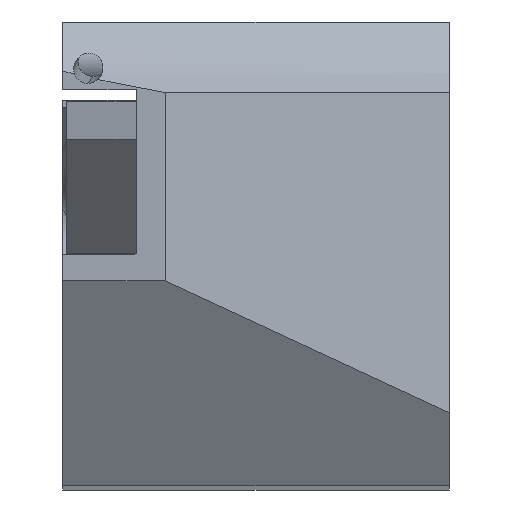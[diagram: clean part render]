
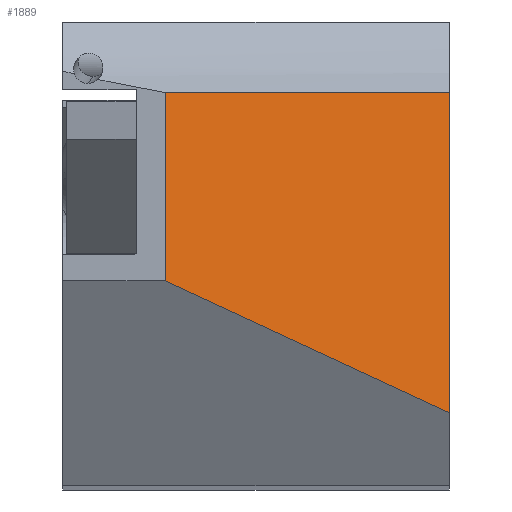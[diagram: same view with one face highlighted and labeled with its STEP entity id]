
A CAD part, top view. The second image highlights one B-rep face of the part: STEP entity #1889.
In plain terms, the highlighted planar face has unit normal (0.259, 0, 0.966).
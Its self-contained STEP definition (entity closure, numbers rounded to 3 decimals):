
#56 = VERTEX_POINT ( 'NONE', #826 ) ;
#98 = AXIS2_PLACEMENT_3D ( 'NONE', #3928, #3903, #3886 ) ;
#674 = LINE ( 'NONE', #1489, #3743 ) ;
#826 = CARTESIAN_POINT ( 'NONE',  ( -14.7, 10.6, 0. ) ) ;
#997 = DIRECTION ( 'NONE',  ( 0., -1., 0. ) ) ;
#1158 = EDGE_CURVE ( 'NONE', #4039, #56, #1730, .T. ) ;
#1326 = CARTESIAN_POINT ( 'NONE',  ( -14.7, 20.334, 0. ) ) ;
#1439 = VECTOR ( 'NONE', #997, 1000. ) ;
#1448 = CARTESIAN_POINT ( 'NONE',  ( -14.7, 180.2, 0. ) ) ;
#1489 = CARTESIAN_POINT ( 'NONE',  ( -14.7, 10.6, 0. ) ) ;
#1491 = DIRECTION ( 'NONE',  ( 0., -1., 0. ) ) ;
#1639 = VECTOR ( 'NONE', #1491, 1000. ) ;
#1728 = VERTEX_POINT ( 'NONE', #3694 ) ;
#1730 = LINE ( 'NONE', #1448, #1639 ) ;
#1777 = ORIENTED_EDGE ( 'NONE', *, *, #2930, .F. ) ;
#1829 = CARTESIAN_POINT ( 'NONE',  ( 0., 20.334, -3.939 ) ) ;
#1889 = ADVANCED_FACE ( 'NONE', ( #3766 ), #3920, .T. ) ;
#2168 = EDGE_CURVE ( 'NONE', #56, #1728, #674, .T. ) ;
#2535 = VERTEX_POINT ( 'NONE', #1829 ) ;
#2801 = CARTESIAN_POINT ( 'NONE',  ( 0., 0., -3.939 ) ) ;
#2930 = EDGE_CURVE ( 'NONE', #2535, #1728, #4654, .T. ) ;
#2992 = LINE ( 'NONE', #3986, #4493 ) ;
#3101 = DIRECTION ( 'NONE',  ( 0.881, -0.409, -0.236 ) ) ;
#3187 = EDGE_CURVE ( 'NONE', #2535, #4039, #2992, .T. ) ;
#3376 = ORIENTED_EDGE ( 'NONE', *, *, #1158, .T. ) ;
#3642 = ORIENTED_EDGE ( 'NONE', *, *, #3187, .T. ) ;
#3694 = CARTESIAN_POINT ( 'NONE',  ( 0., 3.778, -3.939 ) ) ;
#3743 = VECTOR ( 'NONE', #3101, 1000. ) ;
#3745 = ORIENTED_EDGE ( 'NONE', *, *, #2168, .T. ) ;
#3766 = FACE_OUTER_BOUND ( 'NONE', #4195, .T. ) ;
#3812 = DIRECTION ( 'NONE',  ( -0.966, 0., 0.259 ) ) ;
#3886 = DIRECTION ( 'NONE',  ( 0.966, 0., -0.259 ) ) ;
#3903 = DIRECTION ( 'NONE',  ( 0.259, 0., 0.966 ) ) ;
#3920 = PLANE ( 'NONE',  #98 ) ;
#3928 = CARTESIAN_POINT ( 'NONE',  ( -14.7, 180.2, 0. ) ) ;
#3986 = CARTESIAN_POINT ( 'NONE',  ( -14.7, 20.334, 0. ) ) ;
#4039 = VERTEX_POINT ( 'NONE', #1326 ) ;
#4195 = EDGE_LOOP ( 'NONE', ( #3745, #1777, #3642, #3376 ) ) ;
#4493 = VECTOR ( 'NONE', #3812, 1000. ) ;
#4654 = LINE ( 'NONE', #2801, #1439 ) ;
